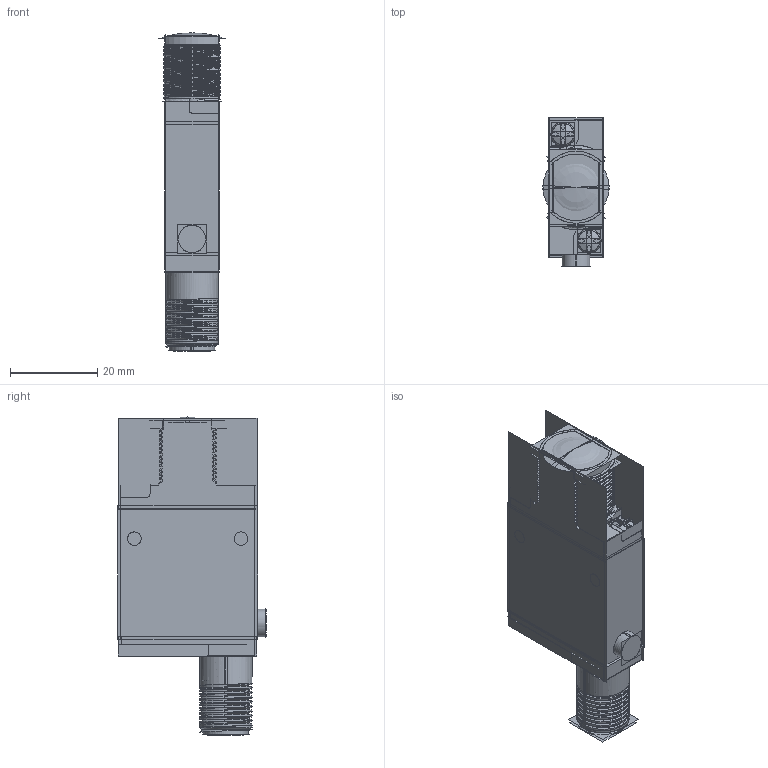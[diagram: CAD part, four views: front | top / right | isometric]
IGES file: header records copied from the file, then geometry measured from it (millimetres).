
Start section:  PTC IGES file: 154458_sm01.igs
Global section: file name: 154458_sm01.igs; native system: Creo Parametric by PTC Inc.; preprocessor: 2022414; author: banengservice; organization: Unknown; date: 20250912.095545; units: millimetre
Bounding box: 15.14 x 33.99 x 72.88 mm (x, y, z)
Volume: 17783.3 mm3; surface area: 30598.1 mm2
Topology: 1 solids, 1 shells, 594 faces, 3060 edges, 3835 vertices
Faces by surface type: bspline 334, revolution 260
